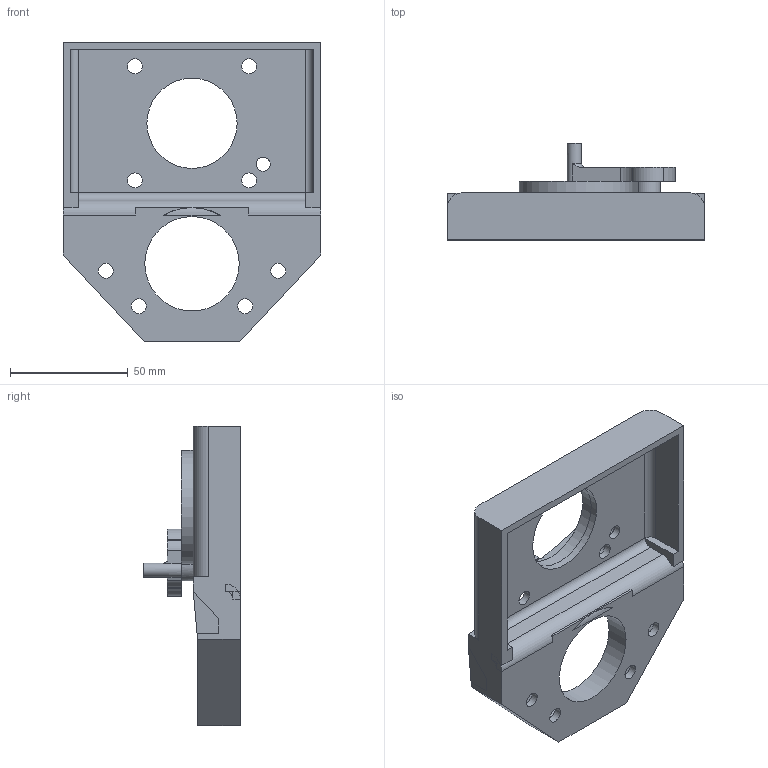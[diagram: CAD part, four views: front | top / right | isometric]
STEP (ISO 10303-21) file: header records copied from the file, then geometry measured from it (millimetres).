
FILE_DESCRIPTION(/* description */ (''),/* implementation_level */ '2;1');
FILE_NAME(/* name */ 'X MOTOR MOUNT v18.step',/* time_stamp */ '2024-09-17T19:27:59-07:00',/* author */ (''),/* organization */ (''),/* preprocessor_version */ 'ST-DEVELOPER v20',/* originating_system */ 'Autodesk Translation Framework v13.14.0.145',/* authorisation */ '');
FILE_SCHEMA (('AUTOMOTIVE_DESIGN { 1 0 10303 214 3 1 1 }'));
Length unit declared in the file: millimetre
Products named in the file (1): X MOTOR MOUNT
Bounding box: 109 x 41 x 126.83 mm (x, y, z)
Volume: 71146 mm3; surface area: 46225 mm2
Topology: 6 solids, 6 shells, 131 faces, 341 edges, 219 vertices
Faces by surface type: plane 87, cylinder 43, torus 1
Full cylindrical faces by diameter (mm): 6 x3, 6.35 x10, 38.227 x2, 40 x1, 48.227 x1
Entity records: 4090 total; most frequent: CARTESIAN_POINT 715, DIRECTION 696, ORIENTED_EDGE 678, EDGE_CURVE 339, LINE 238, VECTOR 238, AXIS2_PLACEMENT_3D 229, VERTEX_POINT 218
